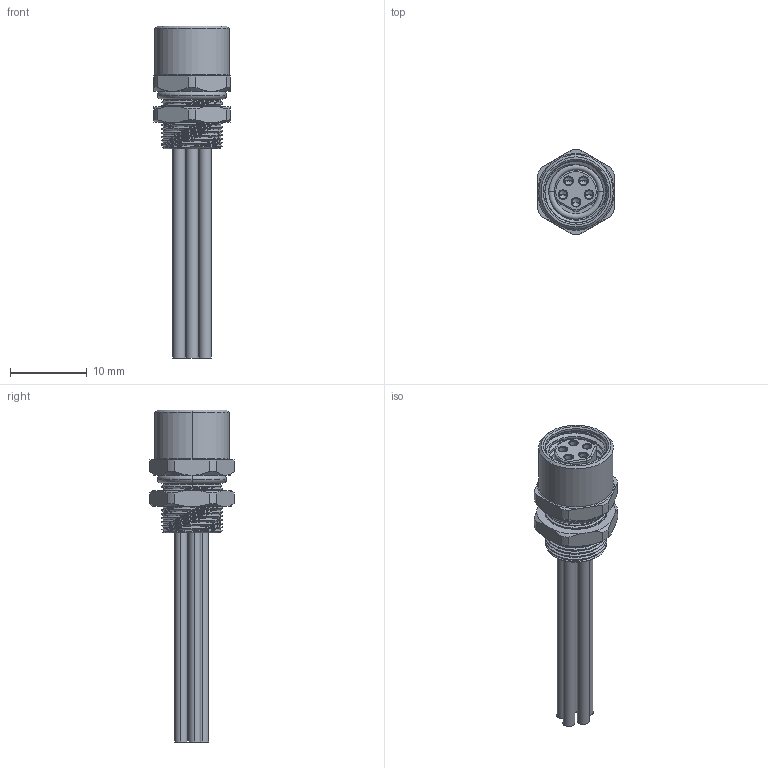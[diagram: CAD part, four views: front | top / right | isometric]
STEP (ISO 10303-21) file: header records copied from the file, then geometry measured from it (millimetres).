
FILE_DESCRIPTION((''),'2;1');
FILE_NAME('5P-K15','2025-09-09T',('gongcheng16'),(''),'PRO/ENGINEER BY PARAMETRIC TECHNOLOGY CORPORATION, 2010280','PRO/ENGINEER BY PARAMETRIC TECHNOLOGY CORPORATION, 2010280','');
FILE_SCHEMA(('CONFIG_CONTROL_DESIGN'));
Length unit declared in the file: millimetre
Products named in the file (1): 5P-K15
Bounding box: 10 x 10.99 x 43.2 mm (x, y, z)
Volume: 219.5 mm3; surface area: 4561.3 mm2
Topology: 1 solids, 27 shells, 652 faces, 1602 edges, 1007 vertices
Faces by surface type: cylinder 256, plane 181, cone 138, torus 38, bspline 37, sphere 2
Entity records: 29837 total; most frequent: CARTESIAN_POINT 14772, DIRECTION 3126, ORIENTED_EDGE 3070, EDGE_CURVE 1582, AXIS2_PLACEMENT_3D 1246, VERTEX_POINT 1007, EDGE_LOOP 720, FACE_OUTER_BOUND 652
